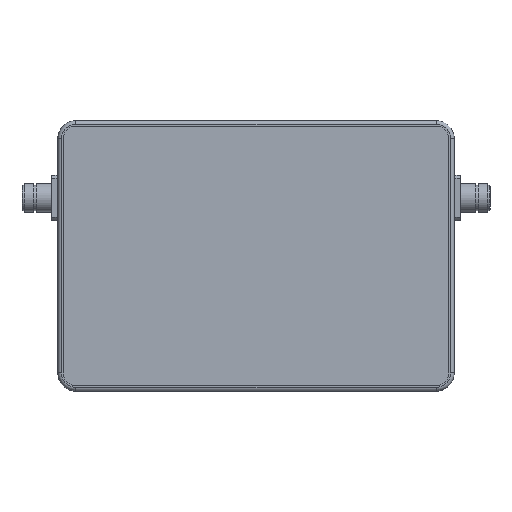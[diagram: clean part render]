
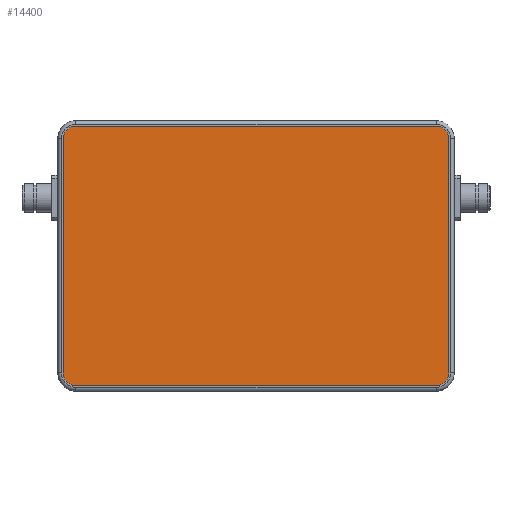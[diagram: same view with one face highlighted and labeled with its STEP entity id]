
A CAD part, top view. The second image highlights one B-rep face of the part: STEP entity #14400.
In plain terms, the highlighted planar face has unit normal (0, 0, 1).
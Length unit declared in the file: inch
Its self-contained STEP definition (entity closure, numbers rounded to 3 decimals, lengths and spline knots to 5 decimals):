
#2264 = CARTESIAN_POINT ( 'NONE',  ( 3.93701, 2.55906, 0.00394 ) ) ;
#2483 = DIRECTION ( 'NONE',  ( 1., 0., 0. ) ) ;
#3016 = DIRECTION ( 'NONE',  ( 0., 0., 1. ) ) ;
#4085 = VECTOR ( 'NONE', #21285, 39.37008 ) ;
#6079 = CARTESIAN_POINT ( 'NONE',  ( -4.2126, 2.55906, 0.00394 ) ) ;
#6601 = DIRECTION ( 'NONE',  ( -1., 0., 0. ) ) ;
#8248 = CARTESIAN_POINT ( 'NONE',  ( 3.93701, -2.55906, 0.00394 ) ) ;
#8553 = CARTESIAN_POINT ( 'NONE',  ( -4.2126, -2.83465, 0.00394 ) ) ;
#9049 = LINE ( 'NONE', #40408, #14066 ) ;
#9244 = VECTOR ( 'NONE', #2483, 39.37008 ) ;
#10024 = VECTOR ( 'NONE', #37085, 39.37008 ) ;
#10096 = EDGE_CURVE ( 'NONE', #44341, #31051, #9049, .T. ) ;
#12096 = CARTESIAN_POINT ( 'NONE',  ( 3.93701, 2.83465, 0.00394 ) ) ;
#12580 = EDGE_CURVE ( 'NONE', #32309, #44341, #36718, .T. ) ;
#12650 = AXIS2_PLACEMENT_3D ( 'NONE', #27240, #24027, #17224 ) ;
#13469 = CIRCLE ( 'NONE', #40284, 0.27559 ) ;
#14066 = VECTOR ( 'NONE', #33828, 39.37008 ) ;
#14400 = ADVANCED_FACE ( 'NONE', ( #36507 ), #15387, .T. ) ;
#15387 = PLANE ( 'NONE',  #20128 ) ;
#16071 = CARTESIAN_POINT ( 'NONE',  ( -3.93701, 2.83465, 0.00394 ) ) ;
#16490 = AXIS2_PLACEMENT_3D ( 'NONE', #23294, #3016, #37122 ) ;
#16893 = CARTESIAN_POINT ( 'NONE',  ( 3.93701, -2.83465, 0.00394 ) ) ;
#17224 = DIRECTION ( 'NONE',  ( -1., 0., 0. ) ) ;
#17572 = CARTESIAN_POINT ( 'NONE',  ( -4.2126, -2.55906, 0.00394 ) ) ;
#18285 = EDGE_CURVE ( 'NONE', #19777, #39880, #20820, .T. ) ;
#18925 = ORIENTED_EDGE ( 'NONE', *, *, #12580, .T. ) ;
#19777 = VERTEX_POINT ( 'NONE', #17572 ) ;
#19855 = CARTESIAN_POINT ( 'NONE',  ( 4.2126, 0., 0.00394 ) ) ;
#20128 = AXIS2_PLACEMENT_3D ( 'NONE', #8553, #36280, #36058 ) ;
#20779 = AXIS2_PLACEMENT_3D ( 'NONE', #2264, #37713, #6601 ) ;
#20820 = CIRCLE ( 'NONE', #16490, 0.27559 ) ;
#21285 = DIRECTION ( 'NONE',  ( 0., -1., 0. ) ) ;
#21430 = ORIENTED_EDGE ( 'NONE', *, *, #41426, .T. ) ;
#22242 = ORIENTED_EDGE ( 'NONE', *, *, #10096, .T. ) ;
#23294 = CARTESIAN_POINT ( 'NONE',  ( -3.93701, -2.55906, 0.00394 ) ) ;
#24027 = DIRECTION ( 'NONE',  ( 0., 0., 1. ) ) ;
#25558 = DIRECTION ( 'NONE',  ( 0., 0., 1. ) ) ;
#25843 = CARTESIAN_POINT ( 'NONE',  ( -3.93701, -2.83465, 0.00394 ) ) ;
#27240 = CARTESIAN_POINT ( 'NONE',  ( -3.93701, 2.55906, 0.00394 ) ) ;
#27749 = ORIENTED_EDGE ( 'NONE', *, *, #42362, .T. ) ;
#28153 = EDGE_CURVE ( 'NONE', #32309, #40106, #43939, .T. ) ;
#29498 = EDGE_LOOP ( 'NONE', ( #36799, #29960, #18925, #22242, #43440, #21430, #41998, #27749 ) ) ;
#29960 = ORIENTED_EDGE ( 'NONE', *, *, #28153, .F. ) ;
#31051 = VERTEX_POINT ( 'NONE', #16071 ) ;
#32309 = VERTEX_POINT ( 'NONE', #40605 ) ;
#32355 = DIRECTION ( 'NONE',  ( -1., 0., 0. ) ) ;
#33828 = DIRECTION ( 'NONE',  ( -1., 0., 0. ) ) ;
#34472 = LINE ( 'NONE', #38536, #4085 ) ;
#36058 = DIRECTION ( 'NONE',  ( 1., 0., 0. ) ) ;
#36280 = DIRECTION ( 'NONE',  ( 0., 0., 1. ) ) ;
#36507 = FACE_OUTER_BOUND ( 'NONE', #29498, .T. ) ;
#36718 = CIRCLE ( 'NONE', #20779, 0.27559 ) ;
#36799 = ORIENTED_EDGE ( 'NONE', *, *, #39080, .T. ) ;
#36821 = CARTESIAN_POINT ( 'NONE',  ( 0., -2.83465, 0.00394 ) ) ;
#37085 = DIRECTION ( 'NONE',  ( 0., -1., 0. ) ) ;
#37122 = DIRECTION ( 'NONE',  ( -1., 0., 0. ) ) ;
#37623 = EDGE_CURVE ( 'NONE', #31051, #38540, #39466, .T. ) ;
#37713 = DIRECTION ( 'NONE',  ( 0., 0., 1. ) ) ;
#38536 = CARTESIAN_POINT ( 'NONE',  ( -4.2126, 0., 0.00394 ) ) ;
#38540 = VERTEX_POINT ( 'NONE', #6079 ) ;
#39080 = EDGE_CURVE ( 'NONE', #43026, #40106, #13469, .T. ) ;
#39147 = CARTESIAN_POINT ( 'NONE',  ( 4.2126, -2.55906, 0.00394 ) ) ;
#39466 = CIRCLE ( 'NONE', #12650, 0.27559 ) ;
#39880 = VERTEX_POINT ( 'NONE', #25843 ) ;
#40106 = VERTEX_POINT ( 'NONE', #39147 ) ;
#40284 = AXIS2_PLACEMENT_3D ( 'NONE', #8248, #25558, #32355 ) ;
#40408 = CARTESIAN_POINT ( 'NONE',  ( 0., 2.83465, 0.00394 ) ) ;
#40605 = CARTESIAN_POINT ( 'NONE',  ( 4.2126, 2.55906, 0.00394 ) ) ;
#40656 = LINE ( 'NONE', #36821, #9244 ) ;
#41426 = EDGE_CURVE ( 'NONE', #38540, #19777, #34472, .T. ) ;
#41998 = ORIENTED_EDGE ( 'NONE', *, *, #18285, .T. ) ;
#42362 = EDGE_CURVE ( 'NONE', #39880, #43026, #40656, .T. ) ;
#43026 = VERTEX_POINT ( 'NONE', #16893 ) ;
#43440 = ORIENTED_EDGE ( 'NONE', *, *, #37623, .T. ) ;
#43939 = LINE ( 'NONE', #19855, #10024 ) ;
#44341 = VERTEX_POINT ( 'NONE', #12096 ) ;
